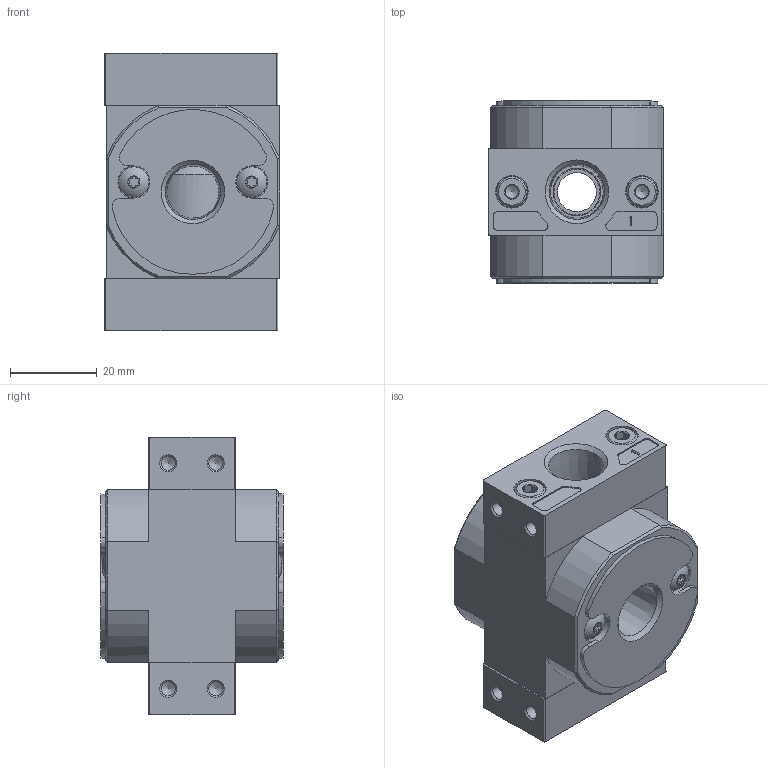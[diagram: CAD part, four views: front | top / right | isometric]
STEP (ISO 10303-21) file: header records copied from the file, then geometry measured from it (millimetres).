
FILE_DESCRIPTION(/* description */ ('STEP AP214'),/* implementation_level */ '2;1');
FILE_NAME(/* name */ '173933_FRM-H-1_4-D-MINI-NPT',/* time_stamp */ '2024-08-28T18:51:47+02:00',/* author */ ('License CC BY-ND 4.0'),/* organization */ ('CADENAS'),/* preprocessor_version */ 'ST-DEVELOPER v19.3',/* originating_system */ 'PARTsolutions',/* authorisation */ ' ');
FILE_SCHEMA (('AUTOMOTIVE_DESIGN {1 0 10303 214 3 1 1}'));
Length unit declared in the file: millimetre
Products named in the file (7): 173933 FRM-H-1/4-D-MINI-NPT; 375950 FRM-H-...-MINI; 359787 LF-D-MINI; 679800 PBL-1/4-D-MINI-R-NPT--P1; DIN-912 - M4x16(F); 679799 PBL-1/4-D-MINI-L-NPT--P1; 174165 B-1/4-NPT
Assembly tree (10 placements, depth 2):
  173933 FRM-H-1/4-D-MINI-NPT
    375950 FRM-H-...-MINI
    359787 LF-D-MINI  x2
    679800 PBL-1/4-D-MINI-R-NPT--P1
    DIN-912 - M4x16(F)  x4
    679799 PBL-1/4-D-MINI-L-NPT--P1
    174165 B-1/4-NPT
Bounding box: 40.4 x 42 x 64 mm (x, y, z)
Volume: 68302.3 mm3; surface area: 25664.4 mm2
Topology: 10 solids, 10 shells, 456 faces, 1035 edges, 628 vertices
Faces by surface type: plane 176, cylinder 146, cone 127, sphere 4, torus 3
Full cylindrical faces by diameter (mm): 3.242 x8, 4 x4, 5.2 x4, 6.3 x4, 6.35 x1, 6.5 x2, 7 x8, 7.4 x4, 9 x1, 10.6 x1, 11 x1, 12.2 x1, 15.7 x2, 18 x1
Entity records: 10119 total; most frequent: CARTESIAN_POINT 2032, DIRECTION 1692, ORIENTED_EDGE 1492, EDGE_CURVE 746, AXIS2_PLACEMENT_3D 688, VERTEX_POINT 519, FACE_BOUND 491, EDGE_LOOP 483
